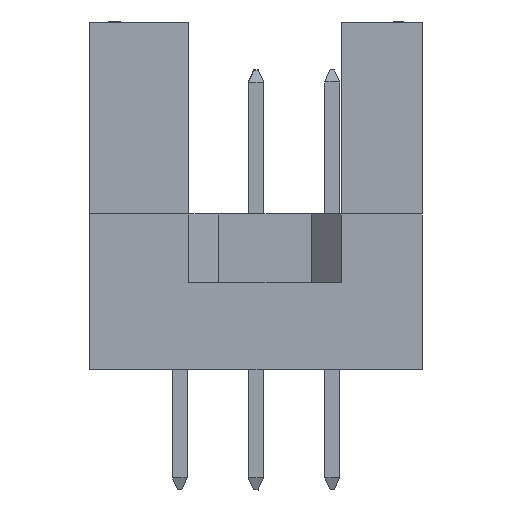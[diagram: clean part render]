
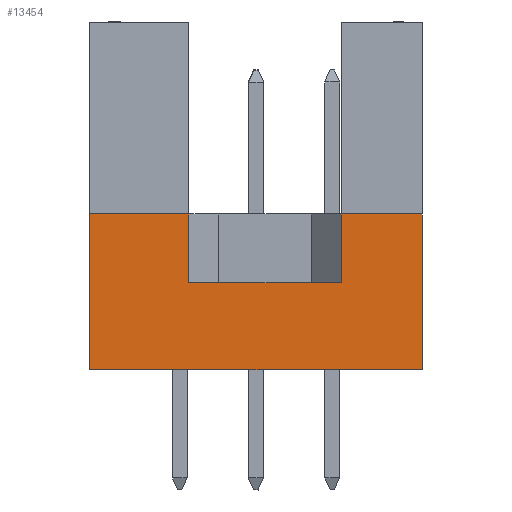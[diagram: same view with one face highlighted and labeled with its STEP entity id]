
A CAD part, left-side view. The second image highlights one B-rep face of the part: STEP entity #13454.
In plain terms, the highlighted planar face has unit normal (-1, 0, 0).
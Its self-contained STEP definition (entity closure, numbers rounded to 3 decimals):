
#56 = CARTESIAN_POINT ( 'NONE',  ( -47.5, 11.1, 5.2 ) ) ;
#808 = CARTESIAN_POINT ( 'NONE',  ( -47.5, 0., 5.2 ) ) ;
#1150 = DIRECTION ( 'NONE',  ( 0., -1., 0. ) ) ;
#1462 = LINE ( 'NONE', #56, #3302 ) ;
#1522 = DIRECTION ( 'NONE',  ( 0., 0., 1. ) ) ;
#1732 = ORIENTED_EDGE ( 'NONE', *, *, #10468, .F. ) ;
#1832 = EDGE_CURVE ( 'NONE', #17856, #15466, #7321, .T. ) ;
#2017 = DIRECTION ( 'NONE',  ( 0., 0., 1. ) ) ;
#2403 = EDGE_CURVE ( 'NONE', #11966, #6216, #6361, .T. ) ;
#2705 = CARTESIAN_POINT ( 'NONE',  ( -47.5, 7.79, 5.2 ) ) ;
#2861 = LINE ( 'NONE', #17255, #18408 ) ;
#3226 = CARTESIAN_POINT ( 'NONE',  ( -47.5, 2.71, 5.2 ) ) ;
#3277 = VECTOR ( 'NONE', #18399, 1000. ) ;
#3302 = VECTOR ( 'NONE', #10249, 1000. ) ;
#3305 = CARTESIAN_POINT ( 'NONE',  ( -47.5, 7.79, 2.9 ) ) ;
#3347 = VECTOR ( 'NONE', #11720, 1000. ) ;
#3709 = ORIENTED_EDGE ( 'NONE', *, *, #1832, .T. ) ;
#3739 = EDGE_CURVE ( 'NONE', #12087, #15466, #8164, .T. ) ;
#4090 = LINE ( 'NONE', #12697, #3277 ) ;
#4570 = ORIENTED_EDGE ( 'NONE', *, *, #3739, .F. ) ;
#5943 = LINE ( 'NONE', #9121, #6461 ) ;
#6216 = VERTEX_POINT ( 'NONE', #3226 ) ;
#6229 = FACE_OUTER_BOUND ( 'NONE', #17460, .T. ) ;
#6361 = LINE ( 'NONE', #14856, #12447 ) ;
#6461 = VECTOR ( 'NONE', #2017, 1000. ) ;
#7085 = CARTESIAN_POINT ( 'NONE',  ( -47.5, 2.71, 2.9 ) ) ;
#7321 = LINE ( 'NONE', #14597, #12141 ) ;
#7471 = EDGE_CURVE ( 'NONE', #18391, #12223, #2861, .T. ) ;
#7664 = EDGE_CURVE ( 'NONE', #8174, #12087, #5943, .T. ) ;
#7758 = DIRECTION ( 'NONE',  ( 0., 0., 1. ) ) ;
#8164 = LINE ( 'NONE', #11057, #16225 ) ;
#8174 = VERTEX_POINT ( 'NONE', #14796 ) ;
#8218 = EDGE_CURVE ( 'NONE', #8174, #18391, #11902, .T. ) ;
#8916 = EDGE_CURVE ( 'NONE', #17856, #11966, #4090, .T. ) ;
#9121 = CARTESIAN_POINT ( 'NONE',  ( -47.5, 11.1, 0. ) ) ;
#9610 = ORIENTED_EDGE ( 'NONE', *, *, #8218, .T. ) ;
#9871 = ORIENTED_EDGE ( 'NONE', *, *, #2403, .F. ) ;
#10249 = DIRECTION ( 'NONE',  ( 0., -1., 0. ) ) ;
#10468 = EDGE_CURVE ( 'NONE', #6216, #12223, #1462, .T. ) ;
#10561 = ORIENTED_EDGE ( 'NONE', *, *, #8916, .F. ) ;
#10850 = AXIS2_PLACEMENT_3D ( 'NONE', #13140, #17628, #13237 ) ;
#11057 = CARTESIAN_POINT ( 'NONE',  ( -47.5, 11.1, 5.2 ) ) ;
#11720 = DIRECTION ( 'NONE',  ( 0., -1., 0. ) ) ;
#11750 = PLANE ( 'NONE',  #10850 ) ;
#11902 = LINE ( 'NONE', #13211, #3347 ) ;
#11966 = VERTEX_POINT ( 'NONE', #7085 ) ;
#12087 = VERTEX_POINT ( 'NONE', #14351 ) ;
#12141 = VECTOR ( 'NONE', #1522, 1000. ) ;
#12223 = VERTEX_POINT ( 'NONE', #808 ) ;
#12447 = VECTOR ( 'NONE', #7758, 1000. ) ;
#12697 = CARTESIAN_POINT ( 'NONE',  ( -47.5, 7.79, 2.9 ) ) ;
#12775 = DIRECTION ( 'NONE',  ( 0., 0., 1. ) ) ;
#13140 = CARTESIAN_POINT ( 'NONE',  ( -47.5, 11.1, 0. ) ) ;
#13191 = CARTESIAN_POINT ( 'NONE',  ( -47.5, 0., 0. ) ) ;
#13211 = CARTESIAN_POINT ( 'NONE',  ( -47.5, 11.1, 0. ) ) ;
#13237 = DIRECTION ( 'NONE',  ( 0., 0., -1. ) ) ;
#13454 = ADVANCED_FACE ( 'NONE', ( #6229 ), #11750, .F. ) ;
#14351 = CARTESIAN_POINT ( 'NONE',  ( -47.5, 11.1, 5.2 ) ) ;
#14597 = CARTESIAN_POINT ( 'NONE',  ( -47.5, 7.79, 2.9 ) ) ;
#14796 = CARTESIAN_POINT ( 'NONE',  ( -47.5, 11.1, 0. ) ) ;
#14856 = CARTESIAN_POINT ( 'NONE',  ( -47.5, 2.71, 2.9 ) ) ;
#15466 = VERTEX_POINT ( 'NONE', #2705 ) ;
#15835 = ORIENTED_EDGE ( 'NONE', *, *, #7664, .F. ) ;
#16225 = VECTOR ( 'NONE', #1150, 1000. ) ;
#17255 = CARTESIAN_POINT ( 'NONE',  ( -47.5, 0., 0. ) ) ;
#17460 = EDGE_LOOP ( 'NONE', ( #10561, #3709, #4570, #15835, #9610, #17573, #1732, #9871 ) ) ;
#17573 = ORIENTED_EDGE ( 'NONE', *, *, #7471, .T. ) ;
#17628 = DIRECTION ( 'NONE',  ( 1., 0., 0. ) ) ;
#17856 = VERTEX_POINT ( 'NONE', #3305 ) ;
#18391 = VERTEX_POINT ( 'NONE', #13191 ) ;
#18399 = DIRECTION ( 'NONE',  ( 0., -1., 0. ) ) ;
#18408 = VECTOR ( 'NONE', #12775, 1000. ) ;
